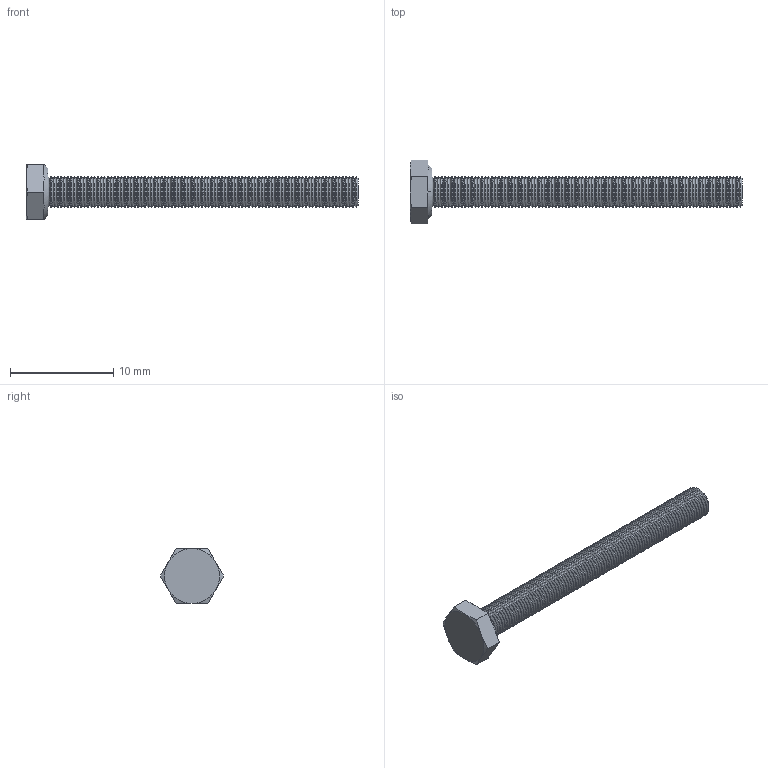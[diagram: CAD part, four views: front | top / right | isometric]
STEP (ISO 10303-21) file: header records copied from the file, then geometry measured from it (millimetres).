
FILE_DESCRIPTION (( 'STEP AP203' ), '1' );
FILE_NAME ('hexagon head bolts-full thread gb_GB_FASTENER_BOLT_STBAB A M3X30-S_sldprt.STEP', '2022-11-30T03:26:07', ( '' ), ( '' ), 'SwSTEP 2.0', 'SolidWorks 2021', '' );
FILE_SCHEMA (( 'CONFIG_CONTROL_DESIGN' ));
Length unit declared in the file: millimetre
Products named in the file (1): hexagon head bolts-full thread gb_GB_FASTENER_BOLT_STBAB A M3X30-S_sldprt
Bounding box: 32.12 x 6.14 x 5.32 mm (x, y, z)
Volume: 235.9 mm3; surface area: 562.4 mm2
Topology: 1 solids, 1 shells, 577 faces, 1164 edges, 590 vertices
Faces by surface type: cone 378, cylinder 184, plane 15
Entity records: 14625 total; most frequent: DIRECTION 2870, CARTESIAN_POINT 2396, ORIENTED_EDGE 2328, EDGE_CURVE 1164, AXIS2_PLACEMENT_3D 1148, VERTEX_POINT 590, EDGE_LOOP 578, FACE_OUTER_BOUND 577
